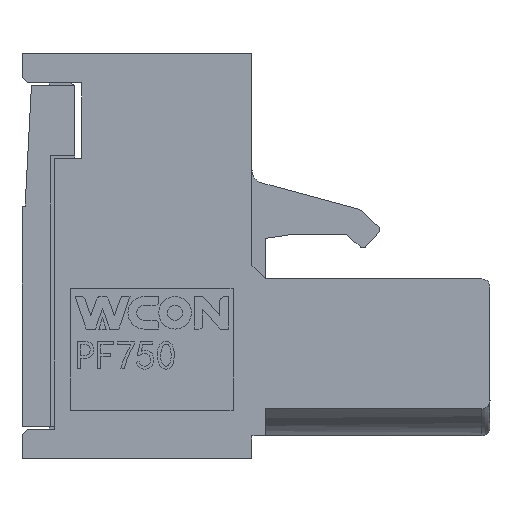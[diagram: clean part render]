
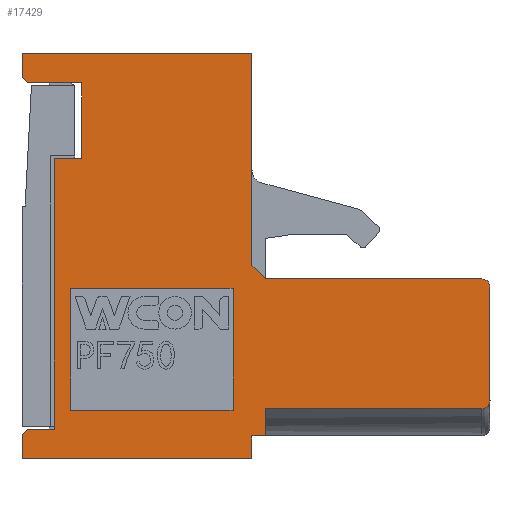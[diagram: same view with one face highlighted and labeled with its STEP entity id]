
A CAD part, left-side view. The second image highlights one B-rep face of the part: STEP entity #17429.
In plain terms, the highlighted planar face has unit normal (-1, 0, 0).
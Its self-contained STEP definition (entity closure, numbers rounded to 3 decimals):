
#810=CARTESIAN_POINT('',(-25.3,-17.3,2.55));
#811=VERTEX_POINT('',#810);
#818=CARTESIAN_POINT('',(-25.3,-17.3,-1.65));
#819=VERTEX_POINT('',#818);
#820=CARTESIAN_POINT('',(-25.3,-17.3,2.55));
#821=DIRECTION('',(0.,0.,-1.));
#822=VECTOR('',#821,4.2);
#823=LINE('',#820,#822);
#824=EDGE_CURVE('',#811,#819,#823,.T.);
#1445=CARTESIAN_POINT('',(-25.3,-8.5,11.2));
#1446=VERTEX_POINT('',#1445);
#1447=CARTESIAN_POINT('',(-25.3,-8.5,3.35));
#1448=VERTEX_POINT('',#1447);
#1449=CARTESIAN_POINT('',(-25.3,-8.5,11.2));
#1450=DIRECTION('',(0.,0.,-1.));
#1451=VECTOR('',#1450,7.85);
#1452=LINE('',#1449,#1451);
#1453=EDGE_CURVE('',#1446,#1448,#1452,.T.);
#3502=CARTESIAN_POINT('',(-25.3,0.,11.2));
#3503=VERTEX_POINT('',#3502);
#3504=CARTESIAN_POINT('',(-25.3,0.,11.2));
#3505=DIRECTION('',(0.,-1.,0.));
#3506=VECTOR('',#3505,8.5);
#3507=LINE('',#3504,#3506);
#3508=EDGE_CURVE('',#3503,#1446,#3507,.T.);
#4497=CARTESIAN_POINT('',(-25.3,-0.2,-2.7));
#4498=VERTEX_POINT('',#4497);
#4505=CARTESIAN_POINT('',(-25.3,-1.2,-2.7));
#4506=VERTEX_POINT('',#4505);
#4507=CARTESIAN_POINT('',(-25.3,-0.2,-2.7));
#4508=DIRECTION('',(0.,-1.,0.));
#4509=VECTOR('',#4508,1.);
#4510=LINE('',#4507,#4509);
#4511=EDGE_CURVE('',#4498,#4506,#4510,.T.);
#5315=CARTESIAN_POINT('',(-25.3,0.,-2.9));
#5316=VERTEX_POINT('',#5315);
#5323=CARTESIAN_POINT('',(-25.3,0.,-2.9));
#5324=DIRECTION('',(0.,-0.707,0.707));
#5325=VECTOR('',#5324,0.283);
#5326=LINE('',#5323,#5325);
#5327=EDGE_CURVE('',#5316,#4498,#5326,.T.);
#5339=CARTESIAN_POINT('',(-25.3,0.,-3.8));
#5340=VERTEX_POINT('',#5339);
#5347=CARTESIAN_POINT('',(-25.3,0.,-3.8));
#5348=DIRECTION('',(0.,0.,1.));
#5349=VECTOR('',#5348,0.9);
#5350=LINE('',#5347,#5349);
#5351=EDGE_CURVE('',#5340,#5316,#5350,.T.);
#5363=CARTESIAN_POINT('',(-25.3,-8.5,-3.8));
#5364=VERTEX_POINT('',#5363);
#5371=CARTESIAN_POINT('',(-25.3,-8.5,-3.8));
#5372=DIRECTION('',(0.,1.,0.));
#5373=VECTOR('',#5372,8.5);
#5374=LINE('',#5371,#5373);
#5375=EDGE_CURVE('',#5364,#5340,#5374,.T.);
#5693=CARTESIAN_POINT('',(-25.3,-8.5,-2.95));
#5694=VERTEX_POINT('',#5693);
#5701=CARTESIAN_POINT('',(-25.3,-8.5,-2.95));
#5702=DIRECTION('',(0.,0.,-1.));
#5703=VECTOR('',#5702,0.85);
#5704=LINE('',#5701,#5703);
#5705=EDGE_CURVE('',#5694,#5364,#5704,.T.);
#5789=CARTESIAN_POINT('',(-25.3,-9.,-2.95));
#5790=VERTEX_POINT('',#5789);
#5797=CARTESIAN_POINT('',(-25.3,-9.,-2.95));
#5798=DIRECTION('',(0.,1.,0.));
#5799=VECTOR('',#5798,0.5);
#5800=LINE('',#5797,#5799);
#5801=EDGE_CURVE('',#5790,#5694,#5800,.T.);
#5830=CARTESIAN_POINT('',(-25.3,0.,10.3));
#5831=VERTEX_POINT('',#5830);
#5838=CARTESIAN_POINT('',(-25.3,0.,10.3));
#5839=DIRECTION('',(0.,0.,1.));
#5840=VECTOR('',#5839,0.9);
#5841=LINE('',#5838,#5840);
#5842=EDGE_CURVE('',#5831,#3503,#5841,.T.);
#5854=CARTESIAN_POINT('',(-25.3,-0.2,10.1));
#5855=VERTEX_POINT('',#5854);
#5862=CARTESIAN_POINT('',(-25.3,-0.2,10.1));
#5863=DIRECTION('',(0.,0.707,0.707));
#5864=VECTOR('',#5863,0.283);
#5865=LINE('',#5862,#5864);
#5866=EDGE_CURVE('',#5855,#5831,#5865,.T.);
#6566=CARTESIAN_POINT('',(-25.3,-2.2,10.1));
#6567=VERTEX_POINT('',#6566);
#6574=CARTESIAN_POINT('',(-25.3,-2.2,10.1));
#6575=DIRECTION('',(0.,1.,0.));
#6576=VECTOR('',#6575,2.);
#6577=LINE('',#6574,#6576);
#6578=EDGE_CURVE('',#6567,#5855,#6577,.T.);
#17296=CARTESIAN_POINT('',(-25.3,-17.,2.85));
#17297=VERTEX_POINT('',#17296);
#17298=CARTESIAN_POINT('',(-25.3,-17.,2.55));
#17299=DIRECTION('',(0.,0.,1.));
#17300=DIRECTION('',(1.,0.,0.));
#17301=AXIS2_PLACEMENT_3D('',#17298,#17300,#17299);
#17302=CIRCLE('',#17301,0.3);
#17303=EDGE_CURVE('',#17297,#811,#17302,.T.);
#17316=CARTESIAN_POINT('',(-25.3,-8.65,4.85));
#17317=DIRECTION('',(0.,1.,0.));
#17318=DIRECTION('',(-1.,0.,0.));
#17319=AXIS2_PLACEMENT_3D('',#17316,#17318,#17317);
#17320=PLANE('',#17319);
#17321=ORIENTED_EDGE('',*,*,#5801,.F.);
#17322=CARTESIAN_POINT('',(-25.3,-9.,-1.95));
#17323=VERTEX_POINT('',#17322);
#17324=CARTESIAN_POINT('',(-25.3,-9.,-2.95));
#17325=DIRECTION('',(0.,0.,1.));
#17326=VECTOR('',#17325,1.);
#17327=LINE('',#17324,#17326);
#17328=EDGE_CURVE('',#5790,#17323,#17327,.T.);
#17329=ORIENTED_EDGE('',*,*,#17328,.T.);
#17330=CARTESIAN_POINT('',(-25.3,-17.,-1.95));
#17331=VERTEX_POINT('',#17330);
#17332=CARTESIAN_POINT('',(-25.3,-9.,-1.95));
#17333=DIRECTION('',(0.,-1.,0.));
#17334=VECTOR('',#17333,8.);
#17335=LINE('',#17332,#17334);
#17336=EDGE_CURVE('',#17323,#17331,#17335,.T.);
#17337=ORIENTED_EDGE('',*,*,#17336,.T.);
#17338=CARTESIAN_POINT('',(-25.3,-17.,-1.65));
#17339=DIRECTION('',(0.,0.,-1.));
#17340=DIRECTION('',(-1.,0.,0.));
#17341=AXIS2_PLACEMENT_3D('',#17338,#17340,#17339);
#17342=CIRCLE('',#17341,0.3);
#17343=EDGE_CURVE('',#17331,#819,#17342,.T.);
#17344=ORIENTED_EDGE('',*,*,#17343,.T.);
#17345=ORIENTED_EDGE('',*,*,#824,.F.);
#17346=ORIENTED_EDGE('',*,*,#17303,.F.);
#17347=CARTESIAN_POINT('',(-25.3,-9.,2.85));
#17348=VERTEX_POINT('',#17347);
#17349=CARTESIAN_POINT('',(-25.3,-17.,2.85));
#17350=DIRECTION('',(0.,1.,0.));
#17351=VECTOR('',#17350,8.);
#17352=LINE('',#17349,#17351);
#17353=EDGE_CURVE('',#17297,#17348,#17352,.T.);
#17354=ORIENTED_EDGE('',*,*,#17353,.T.);
#17355=CARTESIAN_POINT('',(-25.3,-9.,2.85));
#17356=DIRECTION('',(0.,0.707,0.707));
#17357=VECTOR('',#17356,0.707);
#17358=LINE('',#17355,#17357);
#17359=EDGE_CURVE('',#17348,#1448,#17358,.T.);
#17360=ORIENTED_EDGE('',*,*,#17359,.T.);
#17361=ORIENTED_EDGE('',*,*,#1453,.F.);
#17362=ORIENTED_EDGE('',*,*,#3508,.F.);
#17363=ORIENTED_EDGE('',*,*,#5842,.F.);
#17364=ORIENTED_EDGE('',*,*,#5866,.F.);
#17365=ORIENTED_EDGE('',*,*,#6578,.F.);
#17366=CARTESIAN_POINT('',(-25.3,-2.2,7.3));
#17367=VERTEX_POINT('',#17366);
#17368=CARTESIAN_POINT('',(-25.3,-2.2,10.1));
#17369=DIRECTION('',(0.,0.,-1.));
#17370=VECTOR('',#17369,2.8);
#17371=LINE('',#17368,#17370);
#17372=EDGE_CURVE('',#6567,#17367,#17371,.T.);
#17373=ORIENTED_EDGE('',*,*,#17372,.T.);
#17374=CARTESIAN_POINT('',(-25.3,-1.2,7.3));
#17375=VERTEX_POINT('',#17374);
#17376=CARTESIAN_POINT('',(-25.3,-2.2,7.3));
#17377=DIRECTION('',(0.,1.,0.));
#17378=VECTOR('',#17377,1.);
#17379=LINE('',#17376,#17378);
#17380=EDGE_CURVE('',#17367,#17375,#17379,.T.);
#17381=ORIENTED_EDGE('',*,*,#17380,.T.);
#17382=CARTESIAN_POINT('',(-25.3,-1.2,7.3));
#17383=DIRECTION('',(0.,0.,-1.));
#17384=VECTOR('',#17383,10.);
#17385=LINE('',#17382,#17384);
#17386=EDGE_CURVE('',#17375,#4506,#17385,.T.);
#17387=ORIENTED_EDGE('',*,*,#17386,.T.);
#17388=ORIENTED_EDGE('',*,*,#4511,.F.);
#17389=ORIENTED_EDGE('',*,*,#5327,.F.);
#17390=ORIENTED_EDGE('',*,*,#5351,.F.);
#17391=ORIENTED_EDGE('',*,*,#5375,.F.);
#17392=ORIENTED_EDGE('',*,*,#5705,.F.);
#17393=EDGE_LOOP('',(#17321,#17329,#17337,#17344,#17345,#17346,#17354,#17360,#17361,#17362,#17363,#17364,#17365,#17373,#17381,#17387,#17388,#17389,#17390,#17391,#17392));
#17394=FACE_OUTER_BOUND('',#17393,.T.);
#17395=CARTESIAN_POINT('',(-25.3,-7.8,2.5));
#17396=VERTEX_POINT('',#17395);
#17397=CARTESIAN_POINT('',(-25.3,-7.8,-2.));
#17398=VERTEX_POINT('',#17397);
#17399=CARTESIAN_POINT('',(-25.3,-7.8,2.5));
#17400=DIRECTION('',(0.,0.,-1.));
#17401=VECTOR('',#17400,4.5);
#17402=LINE('',#17399,#17401);
#17403=EDGE_CURVE('',#17396,#17398,#17402,.T.);
#17404=ORIENTED_EDGE('',*,*,#17403,.T.);
#17405=CARTESIAN_POINT('',(-25.3,-1.8,-2.));
#17406=VERTEX_POINT('',#17405);
#17407=CARTESIAN_POINT('',(-25.3,-7.8,-2.));
#17408=DIRECTION('',(0.,1.,0.));
#17409=VECTOR('',#17408,6.);
#17410=LINE('',#17407,#17409);
#17411=EDGE_CURVE('',#17398,#17406,#17410,.T.);
#17412=ORIENTED_EDGE('',*,*,#17411,.T.);
#17413=CARTESIAN_POINT('',(-25.3,-1.8,2.5));
#17414=VERTEX_POINT('',#17413);
#17415=CARTESIAN_POINT('',(-25.3,-1.8,-2.));
#17416=DIRECTION('',(0.,0.,1.));
#17417=VECTOR('',#17416,4.5);
#17418=LINE('',#17415,#17417);
#17419=EDGE_CURVE('',#17406,#17414,#17418,.T.);
#17420=ORIENTED_EDGE('',*,*,#17419,.T.);
#17421=CARTESIAN_POINT('',(-25.3,-1.8,2.5));
#17422=DIRECTION('',(0.,-1.,0.));
#17423=VECTOR('',#17422,6.);
#17424=LINE('',#17421,#17423);
#17425=EDGE_CURVE('',#17414,#17396,#17424,.T.);
#17426=ORIENTED_EDGE('',*,*,#17425,.T.);
#17427=EDGE_LOOP('',(#17404,#17412,#17420,#17426));
#17428=FACE_BOUND('',#17427,.T.);
#17429=ADVANCED_FACE('',(#17394,#17428),#17320,.T.);
